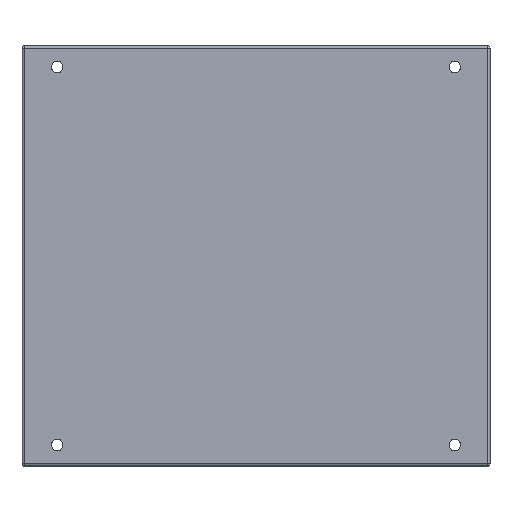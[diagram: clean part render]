
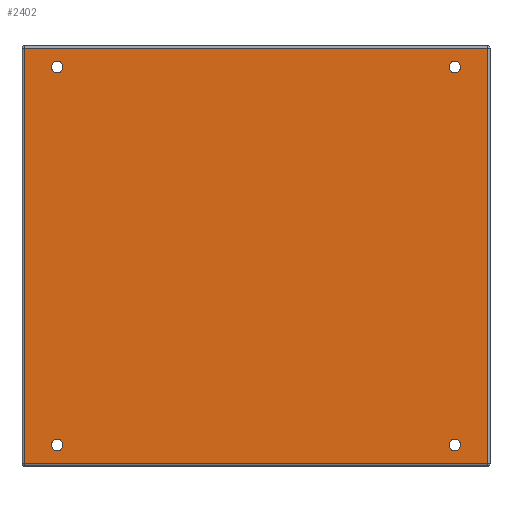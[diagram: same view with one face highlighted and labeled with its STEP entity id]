
A CAD part, top view. The second image highlights one B-rep face of the part: STEP entity #2402.
In plain terms, the highlighted planar face has unit normal (0, 0, 1).
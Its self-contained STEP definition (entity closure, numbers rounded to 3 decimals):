
#104=FACE_BOUND('',#919,.T.);
#105=FACE_BOUND('',#920,.T.);
#106=FACE_BOUND('',#921,.T.);
#107=FACE_BOUND('',#922,.T.);
#339=LINE('',#4335,#568);
#343=LINE('',#4360,#572);
#345=LINE('',#4363,#574);
#347=LINE('',#4366,#576);
#568=VECTOR('',#3240,10.);
#572=VECTOR('',#3270,10.);
#574=VECTOR('',#3274,10.);
#576=VECTOR('',#3278,10.);
#646=PLANE('',#2641);
#770=FACE_OUTER_BOUND('',#918,.T.);
#918=EDGE_LOOP('',(#2176,#2177,#2178,#2179));
#919=EDGE_LOOP('',(#2180));
#920=EDGE_LOOP('',(#2181));
#921=EDGE_LOOP('',(#2182));
#922=EDGE_LOOP('',(#2183));
#1032=CIRCLE('',#2642,2.5);
#1033=CIRCLE('',#2643,2.5);
#1034=CIRCLE('',#2644,2.5);
#1035=CIRCLE('',#2645,2.5);
#1235=VERTEX_POINT('',#4317);
#1237=VERTEX_POINT('',#4326);
#1240=VERTEX_POINT('',#4338);
#1245=VERTEX_POINT('',#4351);
#1250=VERTEX_POINT('',#4379);
#1251=VERTEX_POINT('',#4381);
#1252=VERTEX_POINT('',#4383);
#1253=VERTEX_POINT('',#4385);
#1560=EDGE_CURVE('',#1235,#1237,#339,.T.);
#1572=EDGE_CURVE('',#1237,#1245,#343,.T.);
#1574=EDGE_CURVE('',#1245,#1240,#345,.T.);
#1576=EDGE_CURVE('',#1240,#1235,#347,.T.);
#1583=EDGE_CURVE('',#1250,#1250,#1032,.T.);
#1584=EDGE_CURVE('',#1251,#1251,#1033,.T.);
#1585=EDGE_CURVE('',#1252,#1252,#1034,.T.);
#1586=EDGE_CURVE('',#1253,#1253,#1035,.T.);
#2176=ORIENTED_EDGE('',*,*,#1560,.F.);
#2177=ORIENTED_EDGE('',*,*,#1576,.F.);
#2178=ORIENTED_EDGE('',*,*,#1574,.F.);
#2179=ORIENTED_EDGE('',*,*,#1572,.F.);
#2180=ORIENTED_EDGE('',*,*,#1583,.T.);
#2181=ORIENTED_EDGE('',*,*,#1584,.T.);
#2182=ORIENTED_EDGE('',*,*,#1585,.T.);
#2183=ORIENTED_EDGE('',*,*,#1586,.T.);
#2402=ADVANCED_FACE('',(#770,#104,#105,#106,#107),#646,.T.);
#2641=AXIS2_PLACEMENT_3D('',#4378,#3291,#3292);
#2642=AXIS2_PLACEMENT_3D('',#4380,#3293,#3294);
#2643=AXIS2_PLACEMENT_3D('',#4382,#3295,#3296);
#2644=AXIS2_PLACEMENT_3D('',#4384,#3297,#3298);
#2645=AXIS2_PLACEMENT_3D('',#4386,#3299,#3300);
#3240=DIRECTION('',(1.,0.,0.));
#3270=DIRECTION('',(0.,-1.,0.));
#3274=DIRECTION('',(-1.,0.,0.));
#3278=DIRECTION('',(0.,1.,0.));
#3291=DIRECTION('center_axis',(0.,0.,
1.));
#3292=DIRECTION('ref_axis',(1.,0.,0.));
#3293=DIRECTION('center_axis',(0.,0.,
-1.));
#3294=DIRECTION('ref_axis',(-1.,0.,0.));
#3295=DIRECTION('center_axis',(0.,0.,
-1.));
#3296=DIRECTION('ref_axis',(-1.,0.,0.));
#3297=DIRECTION('center_axis',(0.,0.,
-1.));
#3298=DIRECTION('ref_axis',(-1.,0.,0.));
#3299=DIRECTION('center_axis',(0.,0.,
-1.));
#3300=DIRECTION('ref_axis',(-1.,0.,0.));
#4317=CARTESIAN_POINT('',(-199.,3.,4.));
#4326=CARTESIAN_POINT('',(-1.,3.,4.));
#4335=CARTESIAN_POINT('',(-150.,3.,4.));
#4338=CARTESIAN_POINT('',(-199.,-174.518,4.));
#4351=CARTESIAN_POINT('',(-1.,-174.518,4.));
#4360=CARTESIAN_POINT('',(-1.,-128.197,4.));
#4363=CARTESIAN_POINT('',(-50.,-174.518,4.));
#4366=CARTESIAN_POINT('',(-199.,-130.638,4.));
#4378=CARTESIAN_POINT('Origin',(-100.,-85.759,4.));
#4379=CARTESIAN_POINT('',(-182.5,-5.,4.));
#4380=CARTESIAN_POINT('Origin',(-185.,-5.,4.));
#4381=CARTESIAN_POINT('',(-12.5,-5.,4.));
#4382=CARTESIAN_POINT('Origin',(-15.,-5.,4.));
#4383=CARTESIAN_POINT('',(-12.5,-166.518,4.));
#4384=CARTESIAN_POINT('Origin',(-15.,-166.518,4.));
#4385=CARTESIAN_POINT('',(-182.5,-166.518,4.));
#4386=CARTESIAN_POINT('Origin',(-185.,-166.518,4.));
